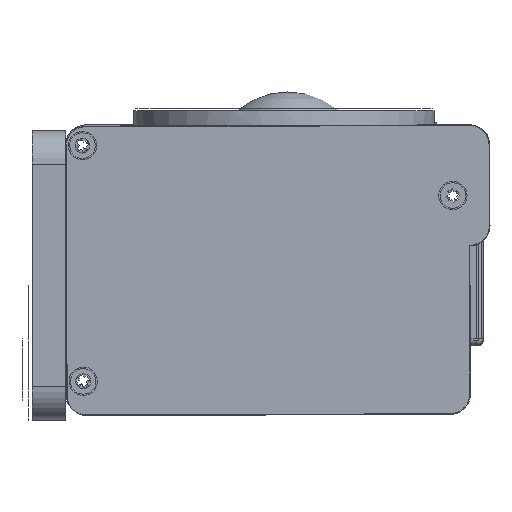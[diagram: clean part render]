
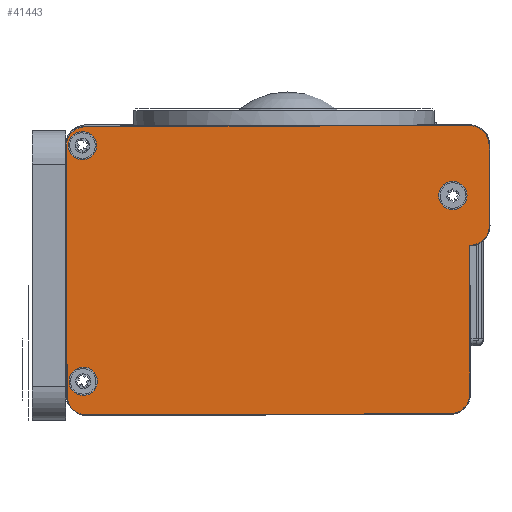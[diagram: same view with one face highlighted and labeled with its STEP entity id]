
A CAD part, front view. The second image highlights one B-rep face of the part: STEP entity #41443.
In plain terms, the highlighted planar face has unit normal (0, -1, 0).
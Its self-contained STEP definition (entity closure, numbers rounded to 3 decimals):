
#1341=FACE_BOUND('',#6156,.T.);
#1342=FACE_BOUND('',#6157,.T.);
#1343=FACE_BOUND('',#6158,.T.);
#2636=PLANE('',#44042);
#4287=FACE_OUTER_BOUND('',#6155,.T.);
#6155=EDGE_LOOP('',(#37900,#37901,#37902,#37903,#37904,#37905,#37906,#37907,
#37908,#37909));
#6156=EDGE_LOOP('',(#37910));
#6157=EDGE_LOOP('',(#37911));
#6158=EDGE_LOOP('',(#37912));
#7168=CIRCLE('',#44043,2.9);
#7169=CIRCLE('',#44044,2.9);
#7170=CIRCLE('',#44045,2.9);
#7171=CIRCLE('',#44046,2.9);
#7172=CIRCLE('',#44047,2.9);
#7173=CIRCLE('',#44048,2.1);
#7174=CIRCLE('',#44049,2.1);
#7175=CIRCLE('',#44050,2.1);
#11346=LINE('',#68807,#16436);
#11347=LINE('',#68811,#16437);
#11348=LINE('',#68815,#16438);
#11349=LINE('',#68819,#16439);
#11350=LINE('',#68822,#16440);
#16436=VECTOR('',#52994,12.);
#16437=VECTOR('',#52997,57.);
#16438=VECTOR('',#53000,37.);
#16439=VECTOR('',#53003,54.);
#16440=VECTOR('',#53006,22.102);
#21018=VERTEX_POINT('',#68803);
#21019=VERTEX_POINT('',#68804);
#21020=VERTEX_POINT('',#68806);
#21021=VERTEX_POINT('',#68808);
#21022=VERTEX_POINT('',#68810);
#21023=VERTEX_POINT('',#68812);
#21024=VERTEX_POINT('',#68814);
#21025=VERTEX_POINT('',#68816);
#21026=VERTEX_POINT('',#68818);
#21027=VERTEX_POINT('',#68820);
#21028=VERTEX_POINT('',#68823);
#21029=VERTEX_POINT('',#68825);
#21030=VERTEX_POINT('',#68827);
#27499=EDGE_CURVE('',#21018,#21019,#7168,.T.);
#27500=EDGE_CURVE('',#21019,#21020,#11346,.T.);
#27501=EDGE_CURVE('',#21020,#21021,#7169,.T.);
#27502=EDGE_CURVE('',#21021,#21022,#11347,.T.);
#27503=EDGE_CURVE('',#21022,#21023,#7170,.T.);
#27504=EDGE_CURVE('',#21023,#21024,#11348,.T.);
#27505=EDGE_CURVE('',#21024,#21025,#7171,.T.);
#27506=EDGE_CURVE('',#21025,#21026,#11349,.T.);
#27507=EDGE_CURVE('',#21026,#21027,#7172,.T.);
#27508=EDGE_CURVE('',#21027,#21018,#11350,.T.);
#27509=EDGE_CURVE('',#21028,#21028,#7173,.T.);
#27510=EDGE_CURVE('',#21029,#21029,#7174,.T.);
#27511=EDGE_CURVE('',#21030,#21030,#7175,.T.);
#37900=ORIENTED_EDGE('',*,*,#27499,.T.);
#37901=ORIENTED_EDGE('',*,*,#27500,.T.);
#37902=ORIENTED_EDGE('',*,*,#27501,.T.);
#37903=ORIENTED_EDGE('',*,*,#27502,.T.);
#37904=ORIENTED_EDGE('',*,*,#27503,.T.);
#37905=ORIENTED_EDGE('',*,*,#27504,.T.);
#37906=ORIENTED_EDGE('',*,*,#27505,.T.);
#37907=ORIENTED_EDGE('',*,*,#27506,.T.);
#37908=ORIENTED_EDGE('',*,*,#27507,.T.);
#37909=ORIENTED_EDGE('',*,*,#27508,.T.);
#37910=ORIENTED_EDGE('',*,*,#27509,.F.);
#37911=ORIENTED_EDGE('',*,*,#27510,.F.);
#37912=ORIENTED_EDGE('',*,*,#27511,.F.);
#41443=ADVANCED_FACE('',(#4287,#1341,#1342,#1343),#2636,.F.);
#44042=AXIS2_PLACEMENT_3D('',#68802,#52990,#52991);
#44043=AXIS2_PLACEMENT_3D('',#68805,#52992,#52993);
#44044=AXIS2_PLACEMENT_3D('',#68809,#52995,#52996);
#44045=AXIS2_PLACEMENT_3D('',#68813,#52998,#52999);
#44046=AXIS2_PLACEMENT_3D('',#68817,#53001,#53002);
#44047=AXIS2_PLACEMENT_3D('',#68821,#53004,#53005);
#44048=AXIS2_PLACEMENT_3D('',#68824,#53007,#53008);
#44049=AXIS2_PLACEMENT_3D('',#68826,#53009,#53010);
#44050=AXIS2_PLACEMENT_3D('',#68828,#53011,#53012);
#52990=DIRECTION('center_axis',(0.,1.,0.));
#52991=DIRECTION('ref_axis',(-1.,0.,-0.003));
#52992=DIRECTION('center_axis',(0.,-1.,0.));
#52993=DIRECTION('ref_axis',(0.709,0.,-0.705));
#52994=DIRECTION('',(-0.003,0.,1.));
#52995=DIRECTION('center_axis',(0.,-1.,0.));
#52996=DIRECTION('ref_axis',(0.705,0.,0.709));
#52997=DIRECTION('',(-1.,0.,-0.003));
#52998=DIRECTION('center_axis',(0.,-1.,0.));
#52999=DIRECTION('ref_axis',(-0.709,0.,0.705));
#53000=DIRECTION('',(0.003,0.,-1.));
#53001=DIRECTION('center_axis',(0.,-1.,0.));
#53002=DIRECTION('ref_axis',(-0.705,0.,-0.709));
#53003=DIRECTION('',(1.,0.,0.003));
#53004=DIRECTION('center_axis',(0.,-1.,0.));
#53005=DIRECTION('ref_axis',(0.709,0.,-0.705));
#53006=DIRECTION('',(-0.003,0.,1.));
#53007=DIRECTION('center_axis',(0.,-1.,0.));
#53008=DIRECTION('ref_axis',(-1.,0.,-0.003));
#53009=DIRECTION('center_axis',(0.,-1.,0.));
#53010=DIRECTION('ref_axis',(-1.,0.,-0.003));
#53011=DIRECTION('center_axis',(0.,-1.,0.));
#53012=DIRECTION('ref_axis',(-1.,0.,-0.003));
#68802=CARTESIAN_POINT('Origin',(-0.063,-52.,20.307));
#68803=CARTESIAN_POINT('',(29.825,-52.,24.01));
#68804=CARTESIAN_POINT('',(32.815,-52.,26.918));
#68805=CARTESIAN_POINT('Origin',(29.915,-52.,26.908));
#68806=CARTESIAN_POINT('',(32.775,-52.,38.918));
#68807=CARTESIAN_POINT('',(32.831,-52.,22.168));
#68808=CARTESIAN_POINT('',(29.865,-52.,41.808));
#68809=CARTESIAN_POINT('Origin',(29.875,-52.,38.908));
#68810=CARTESIAN_POINT('',(-27.135,-52.,41.616));
#68811=CARTESIAN_POINT('',(-15.135,-52.,41.657));
#68812=CARTESIAN_POINT('',(-30.025,-52.,38.707));
#68813=CARTESIAN_POINT('Origin',(-27.125,-52.,38.716));
#68814=CARTESIAN_POINT('',(-29.9,-52.,1.707));
#68815=CARTESIAN_POINT('',(-29.926,-52.,9.457));
#68816=CARTESIAN_POINT('',(-26.991,-52.,-1.183));
#68817=CARTESIAN_POINT('Origin',(-27.,-52.,1.717));
#68818=CARTESIAN_POINT('',(27.009,-52.,-1.002));
#68819=CARTESIAN_POINT('',(15.009,-52.,-1.042));
#68820=CARTESIAN_POINT('',(29.899,-52.,1.908));
#68821=CARTESIAN_POINT('Origin',(26.999,-52.,1.898));
#68822=CARTESIAN_POINT('',(29.801,-52.,31.158));
#68823=CARTESIAN_POINT('',(-29.607,-52.,3.808));
#68824=CARTESIAN_POINT('Origin',(-27.507,-52.,3.815));
#68825=CARTESIAN_POINT('',(25.3,-52.,31.393));
#68826=CARTESIAN_POINT('Origin',(27.4,-52.,31.4));
#68827=CARTESIAN_POINT('',(-29.725,-52.,38.808));
#68828=CARTESIAN_POINT('Origin',(-27.625,-52.,38.815));
